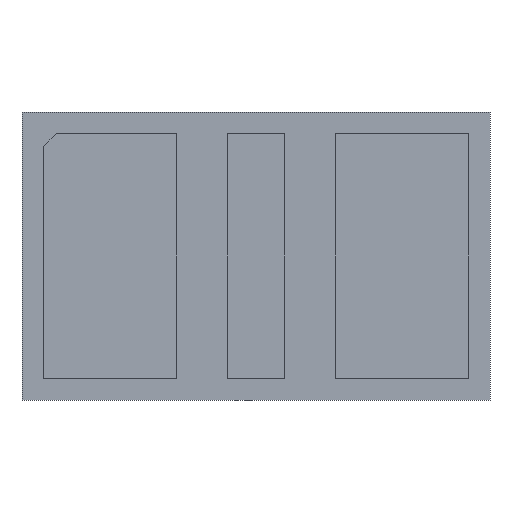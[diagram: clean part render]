
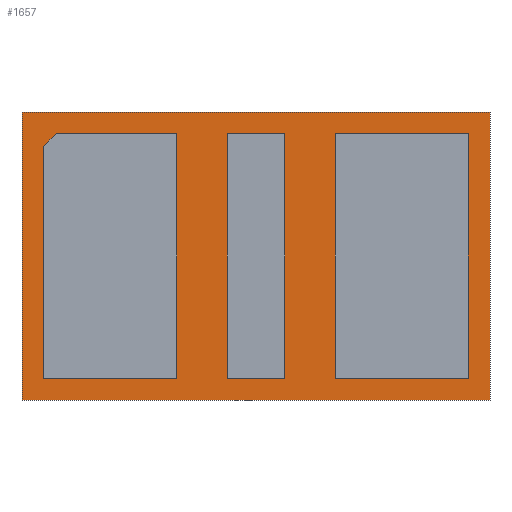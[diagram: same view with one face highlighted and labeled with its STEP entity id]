
A CAD part, front view. The second image highlights one B-rep face of the part: STEP entity #1657.
In plain terms, the highlighted planar face has unit normal (0, -1, 0).
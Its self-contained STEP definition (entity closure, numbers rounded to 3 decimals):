
#99 = LINE ( 'NONE', #919, #6215 ) ;
#124 = ORIENTED_EDGE ( 'NONE', *, *, #622, .T. ) ;
#130 = VECTOR ( 'NONE', #214, 1000. ) ;
#150 = EDGE_CURVE ( 'NONE', #5821, #6252, #1665, .T. ) ;
#157 = DIRECTION ( 'NONE',  ( -1., 0., 0. ) ) ;
#196 = CARTESIAN_POINT ( 'NONE',  ( -3.25, 0., -2. ) ) ;
#210 = ORIENTED_EDGE ( 'NONE', *, *, #2458, .T. ) ;
#214 = DIRECTION ( 'NONE',  ( 0., 0., 1. ) ) ;
#326 = DIRECTION ( 'NONE',  ( -1., 0., 0. ) ) ;
#348 = VECTOR ( 'NONE', #5891, 1000. ) ;
#360 = LINE ( 'NONE', #2178, #838 ) ;
#368 = ORIENTED_EDGE ( 'NONE', *, *, #5657, .T. ) ;
#482 = DIRECTION ( 'NONE',  ( 1., 0., 0. ) ) ;
#515 = LINE ( 'NONE', #5362, #3341 ) ;
#540 = ORIENTED_EDGE ( 'NONE', *, *, #5221, .T. ) ;
#565 = LINE ( 'NONE', #4374, #348 ) ;
#571 = CARTESIAN_POINT ( 'NONE',  ( -2.95, 0., -1.7 ) ) ;
#622 = EDGE_CURVE ( 'NONE', #1522, #1084, #824, .T. ) ;
#656 = VECTOR ( 'NONE', #1445, 1000. ) ;
#710 = ORIENTED_EDGE ( 'NONE', *, *, #5186, .T. ) ;
#739 = VERTEX_POINT ( 'NONE', #4981 ) ;
#824 = LINE ( 'NONE', #6103, #904 ) ;
#838 = VECTOR ( 'NONE', #326, 1000. ) ;
#840 = CARTESIAN_POINT ( 'NONE',  ( 3.25, 0., 2. ) ) ;
#841 = DIRECTION ( 'NONE',  ( 0., 0., -1. ) ) ;
#889 = VERTEX_POINT ( 'NONE', #2773 ) ;
#904 = VECTOR ( 'NONE', #2702, 1000. ) ;
#913 = CARTESIAN_POINT ( 'NONE',  ( 1.1, 0., 1.7 ) ) ;
#919 = CARTESIAN_POINT ( 'NONE',  ( 1.1, 0., 0. ) ) ;
#952 = EDGE_CURVE ( 'NONE', #4031, #1522, #5319, .T. ) ;
#970 = CARTESIAN_POINT ( 'NONE',  ( 0., 0., 1.7 ) ) ;
#1002 = EDGE_LOOP ( 'NONE', ( #4393, #5516, #1815, #5583 ) ) ;
#1084 = VERTEX_POINT ( 'NONE', #2151 ) ;
#1137 = VECTOR ( 'NONE', #482, 1000. ) ;
#1282 = VERTEX_POINT ( 'NONE', #3985 ) ;
#1313 = VERTEX_POINT ( 'NONE', #6026 ) ;
#1339 = CARTESIAN_POINT ( 'NONE',  ( -1.1, 0., -1.7 ) ) ;
#1340 = VECTOR ( 'NONE', #4056, 1000. ) ;
#1380 = EDGE_CURVE ( 'NONE', #889, #1282, #2622, .T. ) ;
#1385 = CARTESIAN_POINT ( 'NONE',  ( 0., 0., 0. ) ) ;
#1445 = DIRECTION ( 'NONE',  ( 1., 0., 0. ) ) ;
#1475 = LINE ( 'NONE', #5745, #1137 ) ;
#1519 = EDGE_CURVE ( 'NONE', #2709, #889, #1793, .T. ) ;
#1522 = VERTEX_POINT ( 'NONE', #2266 ) ;
#1539 = VERTEX_POINT ( 'NONE', #840 ) ;
#1557 = ORIENTED_EDGE ( 'NONE', *, *, #5620, .T. ) ;
#1657 = ADVANCED_FACE ( 'NONE', ( #4785, #2744, #2292, #3831 ), #5674, .F. ) ;
#1665 = LINE ( 'NONE', #4112, #5983 ) ;
#1717 = CARTESIAN_POINT ( 'NONE',  ( -1.1, 0., 0. ) ) ;
#1747 = VECTOR ( 'NONE', #1802, 1000. ) ;
#1793 = LINE ( 'NONE', #5672, #2379 ) ;
#1802 = DIRECTION ( 'NONE',  ( -1., 0., 0. ) ) ;
#1815 = ORIENTED_EDGE ( 'NONE', *, *, #3202, .T. ) ;
#1858 = DIRECTION ( 'NONE',  ( 0., 0., -1. ) ) ;
#1867 = EDGE_CURVE ( 'NONE', #1539, #2142, #4653, .T. ) ;
#1943 = VERTEX_POINT ( 'NONE', #1339 ) ;
#1948 = VECTOR ( 'NONE', #841, 1000. ) ;
#2142 = VERTEX_POINT ( 'NONE', #2981 ) ;
#2151 = CARTESIAN_POINT ( 'NONE',  ( 2.95, 0., -1.7 ) ) ;
#2178 = CARTESIAN_POINT ( 'NONE',  ( 0., 0., -1.7 ) ) ;
#2180 = EDGE_LOOP ( 'NONE', ( #4557, #3885, #124, #710 ) ) ;
#2266 = CARTESIAN_POINT ( 'NONE',  ( 2.95, 0., 1.7 ) ) ;
#2292 = FACE_BOUND ( 'NONE', #3775, .T. ) ;
#2323 = DIRECTION ( 'NONE',  ( 1., 0., 0. ) ) ;
#2379 = VECTOR ( 'NONE', #5163, 1000. ) ;
#2458 = EDGE_CURVE ( 'NONE', #1313, #1943, #5152, .T. ) ;
#2622 = LINE ( 'NONE', #5958, #3198 ) ;
#2626 = LINE ( 'NONE', #6028, #1340 ) ;
#2641 = CARTESIAN_POINT ( 'NONE',  ( 0.4, 0., -1.7 ) ) ;
#2687 = LINE ( 'NONE', #6084, #1948 ) ;
#2697 = EDGE_CURVE ( 'NONE', #1282, #1313, #515, .T. ) ;
#2702 = DIRECTION ( 'NONE',  ( 0., 0., -1. ) ) ;
#2709 = VERTEX_POINT ( 'NONE', #571 ) ;
#2744 = FACE_BOUND ( 'NONE', #4243, .T. ) ;
#2773 = CARTESIAN_POINT ( 'NONE',  ( -2.95, 0., 1.523 ) ) ;
#2849 = DIRECTION ( 'NONE',  ( 0., 0., 1. ) ) ;
#2907 = EDGE_CURVE ( 'NONE', #4832, #3666, #565, .T. ) ;
#2981 = CARTESIAN_POINT ( 'NONE',  ( -3.25, 0., 2. ) ) ;
#3037 = EDGE_CURVE ( 'NONE', #3666, #4412, #2626, .T. ) ;
#3198 = VECTOR ( 'NONE', #4088, 1000. ) ;
#3202 = EDGE_CURVE ( 'NONE', #6252, #1539, #3629, .T. ) ;
#3341 = VECTOR ( 'NONE', #5463, 1000. ) ;
#3344 = ORIENTED_EDGE ( 'NONE', *, *, #3037, .T. ) ;
#3461 = ORIENTED_EDGE ( 'NONE', *, *, #1519, .T. ) ;
#3601 = CARTESIAN_POINT ( 'NONE',  ( 3.25, 0., -2. ) ) ;
#3629 = LINE ( 'NONE', #5053, #130 ) ;
#3666 = VERTEX_POINT ( 'NONE', #3685 ) ;
#3685 = CARTESIAN_POINT ( 'NONE',  ( -0.4, 0., -1.7 ) ) ;
#3700 = CARTESIAN_POINT ( 'NONE',  ( 3.25, 0., 2. ) ) ;
#3758 = AXIS2_PLACEMENT_3D ( 'NONE', #1385, #4665, #2323 ) ;
#3775 = EDGE_LOOP ( 'NONE', ( #4121, #210, #1557, #3461, #4561 ) ) ;
#3831 = FACE_OUTER_BOUND ( 'NONE', #1002, .T. ) ;
#3863 = VECTOR ( 'NONE', #5089, 1000. ) ;
#3885 = ORIENTED_EDGE ( 'NONE', *, *, #952, .T. ) ;
#3966 = LINE ( 'NONE', #5873, #4780 ) ;
#3985 = CARTESIAN_POINT ( 'NONE',  ( -2.773, 0., 1.7 ) ) ;
#4031 = VERTEX_POINT ( 'NONE', #913 ) ;
#4056 = DIRECTION ( 'NONE',  ( 0., 0., 1. ) ) ;
#4088 = DIRECTION ( 'NONE',  ( 0.707, 0., 0.707 ) ) ;
#4089 = CARTESIAN_POINT ( 'NONE',  ( 0.4, 0., 1.7 ) ) ;
#4112 = CARTESIAN_POINT ( 'NONE',  ( -3.25, 0., -2. ) ) ;
#4121 = ORIENTED_EDGE ( 'NONE', *, *, #2697, .T. ) ;
#4243 = EDGE_LOOP ( 'NONE', ( #3344, #540, #368, #5249 ) ) ;
#4374 = CARTESIAN_POINT ( 'NONE',  ( 0., 0., -1.7 ) ) ;
#4393 = ORIENTED_EDGE ( 'NONE', *, *, #4631, .T. ) ;
#4412 = VERTEX_POINT ( 'NONE', #5282 ) ;
#4557 = ORIENTED_EDGE ( 'NONE', *, *, #4993, .T. ) ;
#4561 = ORIENTED_EDGE ( 'NONE', *, *, #1380, .T. ) ;
#4631 = EDGE_CURVE ( 'NONE', #2142, #5821, #3966, .T. ) ;
#4653 = LINE ( 'NONE', #3700, #5347 ) ;
#4665 = DIRECTION ( 'NONE',  ( 0., 1., 0. ) ) ;
#4780 = VECTOR ( 'NONE', #1858, 1000. ) ;
#4785 = FACE_BOUND ( 'NONE', #2180, .T. ) ;
#4832 = VERTEX_POINT ( 'NONE', #2641 ) ;
#4981 = CARTESIAN_POINT ( 'NONE',  ( 1.1, 0., -1.7 ) ) ;
#4993 = EDGE_CURVE ( 'NONE', #739, #4031, #99, .T. ) ;
#5053 = CARTESIAN_POINT ( 'NONE',  ( 3.25, 0., -2. ) ) ;
#5089 = DIRECTION ( 'NONE',  ( 0., 0., -1. ) ) ;
#5152 = LINE ( 'NONE', #1717, #3863 ) ;
#5163 = DIRECTION ( 'NONE',  ( 0., 0., 1. ) ) ;
#5172 = CARTESIAN_POINT ( 'NONE',  ( 0., 0., -1.7 ) ) ;
#5186 = EDGE_CURVE ( 'NONE', #1084, #739, #6184, .T. ) ;
#5221 = EDGE_CURVE ( 'NONE', #4412, #5408, #1475, .T. ) ;
#5249 = ORIENTED_EDGE ( 'NONE', *, *, #2907, .T. ) ;
#5282 = CARTESIAN_POINT ( 'NONE',  ( -0.4, 0., 1.7 ) ) ;
#5319 = LINE ( 'NONE', #970, #656 ) ;
#5347 = VECTOR ( 'NONE', #157, 1000. ) ;
#5362 = CARTESIAN_POINT ( 'NONE',  ( 0., 0., 1.7 ) ) ;
#5408 = VERTEX_POINT ( 'NONE', #4089 ) ;
#5463 = DIRECTION ( 'NONE',  ( 1., 0., 0. ) ) ;
#5516 = ORIENTED_EDGE ( 'NONE', *, *, #150, .T. ) ;
#5545 = DIRECTION ( 'NONE',  ( 1., 0., 0. ) ) ;
#5583 = ORIENTED_EDGE ( 'NONE', *, *, #1867, .T. ) ;
#5620 = EDGE_CURVE ( 'NONE', #1943, #2709, #360, .T. ) ;
#5657 = EDGE_CURVE ( 'NONE', #5408, #4832, #2687, .T. ) ;
#5672 = CARTESIAN_POINT ( 'NONE',  ( -2.95, 0., 0. ) ) ;
#5674 = PLANE ( 'NONE',  #3758 ) ;
#5745 = CARTESIAN_POINT ( 'NONE',  ( 0., 0., 1.7 ) ) ;
#5821 = VERTEX_POINT ( 'NONE', #196 ) ;
#5873 = CARTESIAN_POINT ( 'NONE',  ( -3.25, 0., 2. ) ) ;
#5891 = DIRECTION ( 'NONE',  ( -1., 0., 0. ) ) ;
#5958 = CARTESIAN_POINT ( 'NONE',  ( -2.95, 0., 1.523 ) ) ;
#5983 = VECTOR ( 'NONE', #5545, 1000. ) ;
#6026 = CARTESIAN_POINT ( 'NONE',  ( -1.1, 0., 1.7 ) ) ;
#6028 = CARTESIAN_POINT ( 'NONE',  ( -0.4, 0., 0. ) ) ;
#6084 = CARTESIAN_POINT ( 'NONE',  ( 0.4, 0., 0. ) ) ;
#6103 = CARTESIAN_POINT ( 'NONE',  ( 2.95, 0., 0. ) ) ;
#6184 = LINE ( 'NONE', #5172, #1747 ) ;
#6215 = VECTOR ( 'NONE', #2849, 1000. ) ;
#6252 = VERTEX_POINT ( 'NONE', #3601 ) ;
